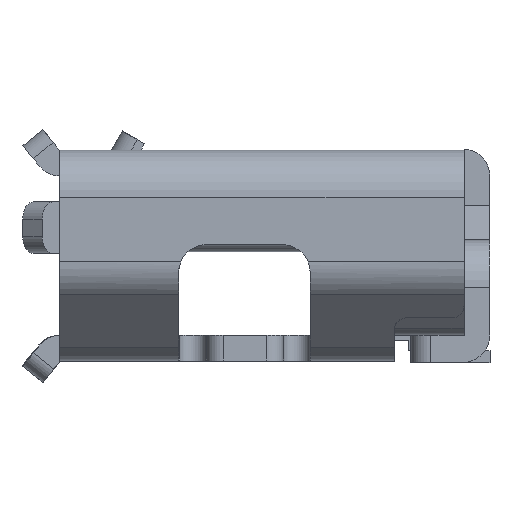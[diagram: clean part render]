
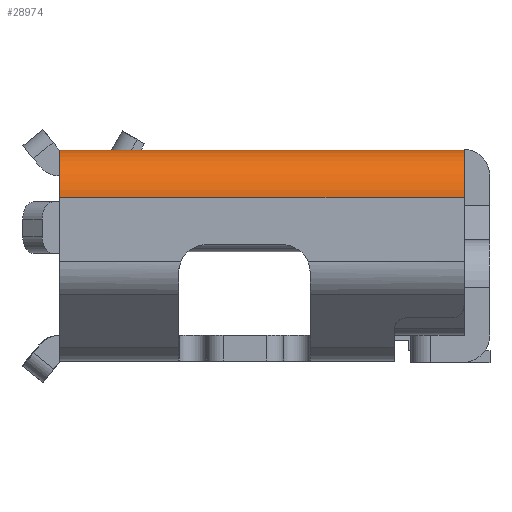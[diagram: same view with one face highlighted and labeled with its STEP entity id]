
A CAD part, front view. The second image highlights one B-rep face of the part: STEP entity #28974.
In plain terms, the highlighted cylindrical face has radius 0.553 mm (diameter 1.106 mm), a partial arc.
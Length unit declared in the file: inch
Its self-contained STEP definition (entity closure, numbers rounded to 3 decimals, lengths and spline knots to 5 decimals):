
#9452 = PLANE('',#9453);
#9453 = AXIS2_PLACEMENT_3D('',#9454,#9455,#9456);
#9454 = CARTESIAN_POINT('',(0.09252,-0.12036,
    0.07056));
#9455 = DIRECTION('',(-1.,0.,0.));
#9456 = DIRECTION('',(0.,-1.,0.));
#13194 = PLANE('',#13195);
#13195 = AXIS2_PLACEMENT_3D('',#13196,#13197,#13198);
#13196 = CARTESIAN_POINT('',(-0.09252,0.00064,
    0.07159));
#13197 = DIRECTION('',(1.,0.,0.));
#13198 = DIRECTION('',(0.,0.,1.));
#17958 = VERTEX_POINT('',#17959);
#17959 = CARTESIAN_POINT('',(0.09252,-0.14766,
    0.07565));
#17973 = PLANE('',#17974);
#17974 = AXIS2_PLACEMENT_3D('',#17975,#17976,#17977);
#17975 = CARTESIAN_POINT('',(-0.09252,-0.14766,
    0.07565));
#17976 = DIRECTION('',(0.,1.,0.));
#17977 = DIRECTION('',(0.,0.,-1.));
#17985 = EDGE_CURVE('',#17986,#17958,#17988,.T.);
#17986 = VERTEX_POINT('',#17987);
#17987 = CARTESIAN_POINT('',(0.09252,-0.12598,
    0.09742));
#17988 = SURFACE_CURVE('',#17989,(#17994,#18005),.PCURVE_S1.);
#17989 = CIRCLE('',#17990,0.02177);
#17990 = AXIS2_PLACEMENT_3D('',#17991,#17992,#17993);
#17991 = CARTESIAN_POINT('',(0.09252,-0.12589,
    0.07565));
#17992 = DIRECTION('',(1.,0.,0.));
#17993 = DIRECTION('',(0.,1.,0.));
#17994 = PCURVE('',#9452,#17995);
#17995 = DEFINITIONAL_REPRESENTATION('',(#17996),#18004);
#17996 = ( BOUNDED_CURVE() B_SPLINE_CURVE(2,(#17997,#17998,#17999,#18000
    ,#18001,#18002,#18003),.UNSPECIFIED.,.F.,.F.) 
B_SPLINE_CURVE_WITH_KNOTS((1,2,2,2,2,1),(-2.0944,0.,
    2.0944,4.18879,6.28319,8.37758),
.UNSPECIFIED.) CURVE() GEOMETRIC_REPRESENTATION_ITEM() 
RATIONAL_B_SPLINE_CURVE((1.,0.5,1.,0.5,1.,0.5,1.)) REPRESENTATION_ITEM(
  '') );
#17997 = CARTESIAN_POINT('',(-0.016,0.005));
#17998 = CARTESIAN_POINT('',(-0.016,0.043));
#17999 = CARTESIAN_POINT('',(0.016,0.024));
#18000 = CARTESIAN_POINT('',(0.049,0.005));
#18001 = CARTESIAN_POINT('',(0.016,-0.014));
#18002 = CARTESIAN_POINT('',(-0.016,-0.033));
#18003 = CARTESIAN_POINT('',(-0.016,0.005));
#18004 = ( GEOMETRIC_REPRESENTATION_CONTEXT(2) 
PARAMETRIC_REPRESENTATION_CONTEXT() REPRESENTATION_CONTEXT('2D SPACE',''
  ) );
#18005 = PCURVE('',#18006,#18011);
#18006 = CYLINDRICAL_SURFACE('',#18007,0.02177);
#18007 = AXIS2_PLACEMENT_3D('',#18008,#18009,#18010);
#18008 = CARTESIAN_POINT('',(-0.09252,-0.12589,
    0.07565));
#18009 = DIRECTION('',(-1.,0.,0.));
#18010 = DIRECTION('',(0.,1.,0.));
#18011 = DEFINITIONAL_REPRESENTATION('',(#18012),#18016);
#18012 = LINE('',#18013,#18014);
#18013 = CARTESIAN_POINT('',(6.283,-0.185));
#18014 = VECTOR('',#18015,1.);
#18015 = DIRECTION('',(-1.,0.));
#18016 = ( GEOMETRIC_REPRESENTATION_CONTEXT(2) 
PARAMETRIC_REPRESENTATION_CONTEXT() REPRESENTATION_CONTEXT('2D SPACE',''
  ) );
#18034 = PLANE('',#18035);
#18035 = AXIS2_PLACEMENT_3D('',#18036,#18037,#18038);
#18036 = CARTESIAN_POINT('',(-0.09252,-0.12598,
    0.08563));
#18037 = DIRECTION('',(0.,1.,0.));
#18038 = DIRECTION('',(1.,0.,0.));
#20584 = VERTEX_POINT('',#20585);
#20585 = CARTESIAN_POINT('',(-0.09252,-0.14766,
    0.07565));
#20606 = EDGE_CURVE('',#20607,#20584,#20609,.T.);
#20607 = VERTEX_POINT('',#20608);
#20608 = CARTESIAN_POINT('',(-0.09252,-0.12598,
    0.09742));
#20609 = SURFACE_CURVE('',#20610,(#20615,#20622),.PCURVE_S1.);
#20610 = CIRCLE('',#20611,0.02177);
#20611 = AXIS2_PLACEMENT_3D('',#20612,#20613,#20614);
#20612 = CARTESIAN_POINT('',(-0.09252,-0.12589,
    0.07565));
#20613 = DIRECTION('',(1.,0.,0.));
#20614 = DIRECTION('',(0.,1.,0.));
#20615 = PCURVE('',#13194,#20616);
#20616 = DEFINITIONAL_REPRESENTATION('',(#20617),#20621);
#20617 = CIRCLE('',#20618,0.02177);
#20618 = AXIS2_PLACEMENT_2D('',#20619,#20620);
#20619 = CARTESIAN_POINT('',(0.004,0.127));
#20620 = DIRECTION('',(0.,-1.));
#20621 = ( GEOMETRIC_REPRESENTATION_CONTEXT(2) 
PARAMETRIC_REPRESENTATION_CONTEXT() REPRESENTATION_CONTEXT('2D SPACE',''
  ) );
#20622 = PCURVE('',#18006,#20623);
#20623 = DEFINITIONAL_REPRESENTATION('',(#20624),#20628);
#20624 = LINE('',#20625,#20626);
#20625 = CARTESIAN_POINT('',(6.283,0.));
#20626 = VECTOR('',#20627,1.);
#20627 = DIRECTION('',(-1.,0.));
#20628 = ( GEOMETRIC_REPRESENTATION_CONTEXT(2) 
PARAMETRIC_REPRESENTATION_CONTEXT() REPRESENTATION_CONTEXT('2D SPACE',''
  ) );
#28928 = EDGE_CURVE('',#20584,#17958,#28929,.T.);
#28929 = SURFACE_CURVE('',#28930,(#28934,#28941),.PCURVE_S1.);
#28930 = LINE('',#28931,#28932);
#28931 = CARTESIAN_POINT('',(-0.09252,-0.14766,
    0.07565));
#28932 = VECTOR('',#28933,0.03937);
#28933 = DIRECTION('',(1.,0.,0.));
#28934 = PCURVE('',#17973,#28935);
#28935 = DEFINITIONAL_REPRESENTATION('',(#28936),#28940);
#28936 = LINE('',#28937,#28938);
#28937 = CARTESIAN_POINT('',(0.,0.));
#28938 = VECTOR('',#28939,1.);
#28939 = DIRECTION('',(0.,-1.));
#28940 = ( GEOMETRIC_REPRESENTATION_CONTEXT(2) 
PARAMETRIC_REPRESENTATION_CONTEXT() REPRESENTATION_CONTEXT('2D SPACE',''
  ) );
#28941 = PCURVE('',#18006,#28942);
#28942 = DEFINITIONAL_REPRESENTATION('',(#28943),#28947);
#28943 = LINE('',#28944,#28945);
#28944 = CARTESIAN_POINT('',(3.142,0.));
#28945 = VECTOR('',#28946,1.);
#28946 = DIRECTION('',(-0.,-1.));
#28947 = ( GEOMETRIC_REPRESENTATION_CONTEXT(2) 
PARAMETRIC_REPRESENTATION_CONTEXT() REPRESENTATION_CONTEXT('2D SPACE',''
  ) );
#28974 = ADVANCED_FACE('',(#28975),#18006,.T.);
#28975 = FACE_BOUND('',#28976,.T.);
#28976 = EDGE_LOOP('',(#28977,#28978,#28979,#28999));
#28977 = ORIENTED_EDGE('',*,*,#28928,.T.);
#28978 = ORIENTED_EDGE('',*,*,#17985,.F.);
#28979 = ORIENTED_EDGE('',*,*,#28980,.T.);
#28980 = EDGE_CURVE('',#17986,#20607,#28981,.T.);
#28981 = SURFACE_CURVE('',#28982,(#28986,#28992),.PCURVE_S1.);
#28982 = LINE('',#28983,#28984);
#28983 = CARTESIAN_POINT('',(-0.09252,-0.12598,
    0.09742));
#28984 = VECTOR('',#28985,0.03937);
#28985 = DIRECTION('',(-1.,0.,0.));
#28986 = PCURVE('',#18006,#28987);
#28987 = DEFINITIONAL_REPRESENTATION('',(#28988),#28991);
#28988 = B_SPLINE_CURVE_WITH_KNOTS('',1,(#28989,#28990),.UNSPECIFIED.,
  .F.,.F.,(2,2),(-4.7,0.),
  .PIECEWISE_BEZIER_KNOTS.);
#28989 = CARTESIAN_POINT('',(4.708,-0.185));
#28990 = CARTESIAN_POINT('',(4.708,0.));
#28991 = ( GEOMETRIC_REPRESENTATION_CONTEXT(2) 
PARAMETRIC_REPRESENTATION_CONTEXT() REPRESENTATION_CONTEXT('2D SPACE',''
  ) );
#28992 = PCURVE('',#18034,#28993);
#28993 = DEFINITIONAL_REPRESENTATION('',(#28994),#28998);
#28994 = LINE('',#28995,#28996);
#28995 = CARTESIAN_POINT('',(0.,-0.012));
#28996 = VECTOR('',#28997,1.);
#28997 = DIRECTION('',(-1.,0.));
#28998 = ( GEOMETRIC_REPRESENTATION_CONTEXT(2) 
PARAMETRIC_REPRESENTATION_CONTEXT() REPRESENTATION_CONTEXT('2D SPACE',''
  ) );
#28999 = ORIENTED_EDGE('',*,*,#20606,.T.);
